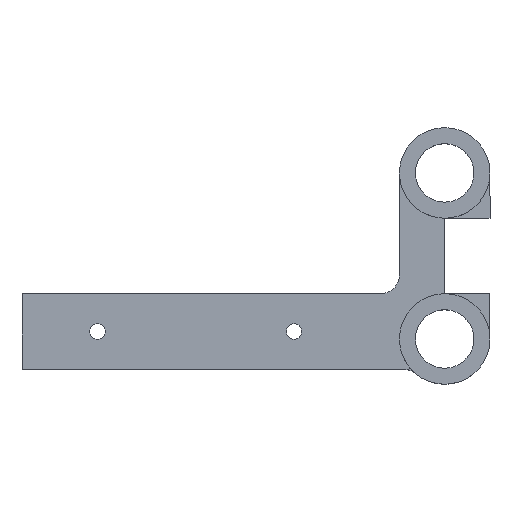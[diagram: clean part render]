
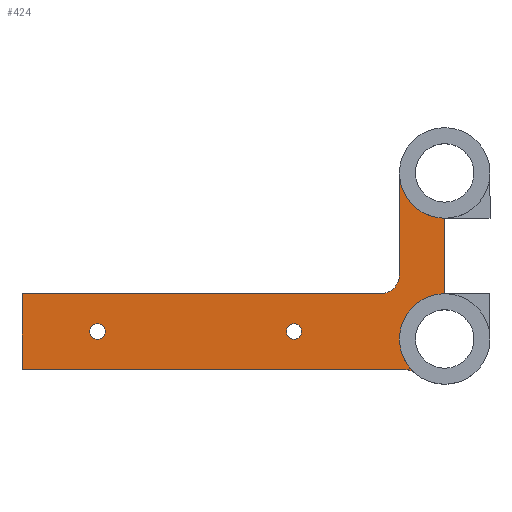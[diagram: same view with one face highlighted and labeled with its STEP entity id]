
A CAD part, top view. The second image highlights one B-rep face of the part: STEP entity #424.
In plain terms, the highlighted planar face has unit normal (0, 0, 1).
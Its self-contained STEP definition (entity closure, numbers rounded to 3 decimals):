
#23 = EDGE_LOOP ( 'NONE', ( #38, #847 ) ) ;
#24 = CARTESIAN_POINT ( 'NONE',  ( 0., 0., 8. ) ) ;
#38 = ORIENTED_EDGE ( 'NONE', *, *, #512, .F. ) ;
#43 = VECTOR ( 'NONE', #499, 1000. ) ;
#48 = CARTESIAN_POINT ( 'NONE',  ( -12., 44., 8. ) ) ;
#61 = VERTEX_POINT ( 'NONE', #668 ) ;
#63 = CARTESIAN_POINT ( 'NONE',  ( -41.974, 2., 8. ) ) ;
#66 = LINE ( 'NONE', #546, #950 ) ;
#67 = DIRECTION ( 'NONE',  ( 0., 1., 0. ) ) ;
#71 = DIRECTION ( 'NONE',  ( 0., -1., 0. ) ) ;
#72 = EDGE_CURVE ( 'NONE', #719, #556, #982, .T. ) ;
#79 = ORIENTED_EDGE ( 'NONE', *, *, #489, .F. ) ;
#88 = AXIS2_PLACEMENT_3D ( 'NONE', #270, #981, #277 ) ;
#99 = DIRECTION ( 'NONE',  ( 1., 0., 0. ) ) ;
#106 = EDGE_CURVE ( 'NONE', #266, #991, #557, .T. ) ;
#126 = AXIS2_PLACEMENT_3D ( 'NONE', #755, #361, #960 ) ;
#130 = EDGE_CURVE ( 'NONE', #312, #770, #934, .T. ) ;
#153 = CARTESIAN_POINT ( 'NONE',  ( -12., 44., 8. ) ) ;
#160 = DIRECTION ( 'NONE',  ( -1., 0., 0. ) ) ;
#173 = ORIENTED_EDGE ( 'NONE', *, *, #130, .F. ) ;
#184 = LINE ( 'NONE', #980, #906 ) ;
#192 = DIRECTION ( 'NONE',  ( 1., 0., 0. ) ) ;
#194 = DIRECTION ( 'NONE',  ( -1., 0., 0. ) ) ;
#208 = ORIENTED_EDGE ( 'NONE', *, *, #705, .T. ) ;
#215 = CARTESIAN_POINT ( 'NONE',  ( -92., 2., 8. ) ) ;
#233 = VERTEX_POINT ( 'NONE', #63 ) ;
#234 = EDGE_CURVE ( 'NONE', #233, #971, #690, .T. ) ;
#263 = CARTESIAN_POINT ( 'NONE',  ( -10.954, -8., 8. ) ) ;
#266 = VERTEX_POINT ( 'NONE', #48 ) ;
#270 = CARTESIAN_POINT ( 'NONE',  ( 0., 0., 8. ) ) ;
#274 = EDGE_CURVE ( 'NONE', #415, #725, #66, .T. ) ;
#277 = DIRECTION ( 'NONE',  ( 1., 0., 0. ) ) ;
#288 = ORIENTED_EDGE ( 'NONE', *, *, #860, .F. ) ;
#291 = AXIS2_PLACEMENT_3D ( 'NONE', #382, #617, #930 ) ;
#295 = CIRCLE ( 'NONE', #561, 5. ) ;
#299 = DIRECTION ( 'NONE',  ( 0., 0., 1. ) ) ;
#312 = VERTEX_POINT ( 'NONE', #633 ) ;
#336 = CARTESIAN_POINT ( 'NONE',  ( -17., 12., 8. ) ) ;
#349 = FACE_OUTER_BOUND ( 'NONE', #723, .T. ) ;
#361 = DIRECTION ( 'NONE',  ( 0., 0., 1. ) ) ;
#374 = AXIS2_PLACEMENT_3D ( 'NONE', #592, #506, #99 ) ;
#382 = CARTESIAN_POINT ( 'NONE',  ( -39.924, 2., 8. ) ) ;
#383 = VERTEX_POINT ( 'NONE', #780 ) ;
#384 = EDGE_CURVE ( 'NONE', #266, #383, #704, .T. ) ;
#393 = AXIS2_PLACEMENT_3D ( 'NONE', #969, #806, #728 ) ;
#410 = CARTESIAN_POINT ( 'NONE',  ( 0., 32., 8. ) ) ;
#412 = CARTESIAN_POINT ( 'NONE',  ( -112., 12., 8. ) ) ;
#415 = VERTEX_POINT ( 'NONE', #336 ) ;
#424 = ADVANCED_FACE ( 'NONE', ( #595, #973, #349 ), #504, .T. ) ;
#434 = LINE ( 'NONE', #412, #43 ) ;
#449 = CIRCLE ( 'NONE', #475, 2.05 ) ;
#450 = EDGE_LOOP ( 'NONE', ( #173, #288 ) ) ;
#459 = AXIS2_PLACEMENT_3D ( 'NONE', #518, #962, #192 ) ;
#461 = EDGE_CURVE ( 'NONE', #383, #415, #676, .T. ) ;
#469 = ORIENTED_EDGE ( 'NONE', *, *, #776, .F. ) ;
#475 = AXIS2_PLACEMENT_3D ( 'NONE', #215, #299, #834 ) ;
#489 = EDGE_CURVE ( 'NONE', #61, #725, #434, .T. ) ;
#499 = DIRECTION ( 'NONE',  ( 0., 1., 0. ) ) ;
#504 = PLANE ( 'NONE',  #771 ) ;
#506 = DIRECTION ( 'NONE',  ( 0., 0., 1. ) ) ;
#509 = VECTOR ( 'NONE', #71, 1000. ) ;
#510 = DIRECTION ( 'NONE',  ( 1., 0., 0. ) ) ;
#512 = EDGE_CURVE ( 'NONE', #971, #233, #804, .T. ) ;
#518 = CARTESIAN_POINT ( 'NONE',  ( -17., 17., 8. ) ) ;
#531 = EDGE_CURVE ( 'NONE', #652, #719, #936, .T. ) ;
#546 = CARTESIAN_POINT ( 'NONE',  ( -7., 12., 8. ) ) ;
#556 = VERTEX_POINT ( 'NONE', #677 ) ;
#557 = CIRCLE ( 'NONE', #374, 12. ) ;
#561 = AXIS2_PLACEMENT_3D ( 'NONE', #760, #616, #998 ) ;
#592 = CARTESIAN_POINT ( 'NONE',  ( 0., 44., 8. ) ) ;
#595 = FACE_BOUND ( 'NONE', #23, .T. ) ;
#608 = ORIENTED_EDGE ( 'NONE', *, *, #928, .T. ) ;
#611 = CARTESIAN_POINT ( 'NONE',  ( -37.874, 2., 8. ) ) ;
#616 = DIRECTION ( 'NONE',  ( 0., 0., -1. ) ) ;
#617 = DIRECTION ( 'NONE',  ( 0., 0., 1. ) ) ;
#633 = CARTESIAN_POINT ( 'NONE',  ( -89.95, 2., 8. ) ) ;
#646 = ORIENTED_EDGE ( 'NONE', *, *, #72, .F. ) ;
#652 = VERTEX_POINT ( 'NONE', #708 ) ;
#659 = AXIS2_PLACEMENT_3D ( 'NONE', #24, #736, #510 ) ;
#668 = CARTESIAN_POINT ( 'NONE',  ( -112., -8., 8. ) ) ;
#671 = CARTESIAN_POINT ( 'NONE',  ( 0., 44., 8. ) ) ;
#676 = CIRCLE ( 'NONE', #459, 5. ) ;
#677 = CARTESIAN_POINT ( 'NONE',  ( -7.733, -9.176, 8. ) ) ;
#689 = ORIENTED_EDGE ( 'NONE', *, *, #274, .T. ) ;
#690 = CIRCLE ( 'NONE', #291, 2.05 ) ;
#704 = LINE ( 'NONE', #153, #509 ) ;
#705 = EDGE_CURVE ( 'NONE', #652, #991, #1011, .T. ) ;
#708 = CARTESIAN_POINT ( 'NONE',  ( 0., 12., 8. ) ) ;
#718 = ORIENTED_EDGE ( 'NONE', *, *, #531, .F. ) ;
#719 = VERTEX_POINT ( 'NONE', #729 ) ;
#723 = EDGE_LOOP ( 'NONE', ( #469, #608, #646, #718, #208, #893, #1000, #775, #689, #79 ) ) ;
#725 = VERTEX_POINT ( 'NONE', #891 ) ;
#728 = DIRECTION ( 'NONE',  ( 1., 0., 0. ) ) ;
#729 = CARTESIAN_POINT ( 'NONE',  ( -12., 0., 8. ) ) ;
#736 = DIRECTION ( 'NONE',  ( 0., 0., 1. ) ) ;
#755 = CARTESIAN_POINT ( 'NONE',  ( -92., 2., 8. ) ) ;
#760 = CARTESIAN_POINT ( 'NONE',  ( -10.954, -13., 8. ) ) ;
#770 = VERTEX_POINT ( 'NONE', #970 ) ;
#771 = AXIS2_PLACEMENT_3D ( 'NONE', #671, #979, #897 ) ;
#775 = ORIENTED_EDGE ( 'NONE', *, *, #461, .T. ) ;
#776 = EDGE_CURVE ( 'NONE', #1012, #61, #184, .T. ) ;
#780 = CARTESIAN_POINT ( 'NONE',  ( -12., 17., 8. ) ) ;
#781 = CARTESIAN_POINT ( 'NONE',  ( 0., 12., 8. ) ) ;
#804 = CIRCLE ( 'NONE', #393, 2.05 ) ;
#806 = DIRECTION ( 'NONE',  ( 0., 0., 1. ) ) ;
#834 = DIRECTION ( 'NONE',  ( 1., 0., 0. ) ) ;
#847 = ORIENTED_EDGE ( 'NONE', *, *, #234, .F. ) ;
#860 = EDGE_CURVE ( 'NONE', #770, #312, #449, .T. ) ;
#891 = CARTESIAN_POINT ( 'NONE',  ( -112., 12., 8. ) ) ;
#893 = ORIENTED_EDGE ( 'NONE', *, *, #106, .F. ) ;
#897 = DIRECTION ( 'NONE',  ( 1., 0., 0. ) ) ;
#906 = VECTOR ( 'NONE', #194, 1000. ) ;
#924 = VECTOR ( 'NONE', #67, 1000. ) ;
#928 = EDGE_CURVE ( 'NONE', #1012, #556, #295, .T. ) ;
#930 = DIRECTION ( 'NONE',  ( 1., 0., 0. ) ) ;
#934 = CIRCLE ( 'NONE', #126, 2.05 ) ;
#936 = CIRCLE ( 'NONE', #659, 12. ) ;
#950 = VECTOR ( 'NONE', #160, 1000. ) ;
#960 = DIRECTION ( 'NONE',  ( 1., 0., 0. ) ) ;
#962 = DIRECTION ( 'NONE',  ( 0., 0., -1. ) ) ;
#969 = CARTESIAN_POINT ( 'NONE',  ( -39.924, 2., 8. ) ) ;
#970 = CARTESIAN_POINT ( 'NONE',  ( -94.05, 2., 8. ) ) ;
#971 = VERTEX_POINT ( 'NONE', #611 ) ;
#973 = FACE_BOUND ( 'NONE', #450, .T. ) ;
#979 = DIRECTION ( 'NONE',  ( 0., 0., 1. ) ) ;
#980 = CARTESIAN_POINT ( 'NONE',  ( -7., -8., 8. ) ) ;
#981 = DIRECTION ( 'NONE',  ( 0., 0., 1. ) ) ;
#982 = CIRCLE ( 'NONE', #88, 12. ) ;
#991 = VERTEX_POINT ( 'NONE', #410 ) ;
#998 = DIRECTION ( 'NONE',  ( 1., 0., 0. ) ) ;
#1000 = ORIENTED_EDGE ( 'NONE', *, *, #384, .T. ) ;
#1011 = LINE ( 'NONE', #781, #924 ) ;
#1012 = VERTEX_POINT ( 'NONE', #263 ) ;
